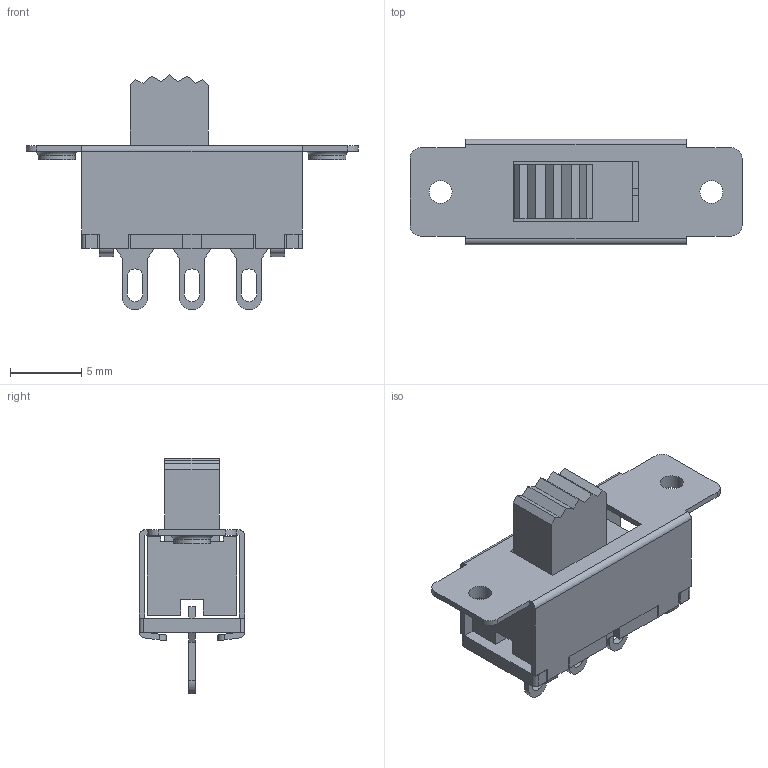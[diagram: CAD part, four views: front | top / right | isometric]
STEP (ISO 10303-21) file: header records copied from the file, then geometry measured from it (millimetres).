
FILE_DESCRIPTION(('FreeCAD Model'),'2;1');
FILE_NAME('Open CASCADE Shape Model','2024-12-29T20:41:37',(''),(''), 'Open CASCADE STEP processor 7.8','FreeCAD','Unknown');
FILE_SCHEMA(('AUTOMOTIVE_DESIGN { 1 0 10303 214 1 1 1 1 }'));
Length unit declared in the file: millimetre
Products named in the file (6): _x23mm_DPDT_Wechselschalter_SS12f12___SS22F25; Solder Fin Array SS12F12; Solder Fin001; Main Body SS12F12; Slider SS12F12; PCB SS12F12
Assembly tree (7 placements, depth 3):
  _x23mm_DPDT_Wechselschalter_SS12f12___SS22F25
    Solder Fin Array SS12F12
      Solder Fin001  x3
    Main Body SS12F12
    Slider SS12F12
    PCB SS12F12
Bounding box: 23.3 x 7.4 x 16.5 mm (x, y, z)
Volume: 712.5 mm3; surface area: 1535.4 mm2
Topology: 6 solids, 6 shells, 206 faces, 569 edges, 378 vertices
Faces by surface type: plane 170, cylinder 34, torus 2
Full cylindrical faces by diameter (mm): 1.6 x2, 2.6 x2
Entity records: 11579 total; most frequent: CARTESIAN_POINT 2117, DIRECTION 1753, LINE 1249, VECTOR 1249, ORIENTED_EDGE 922, PCURVE 922, DEFINITIONAL_REPRESENTATION 922, EDGE_CURVE 461
